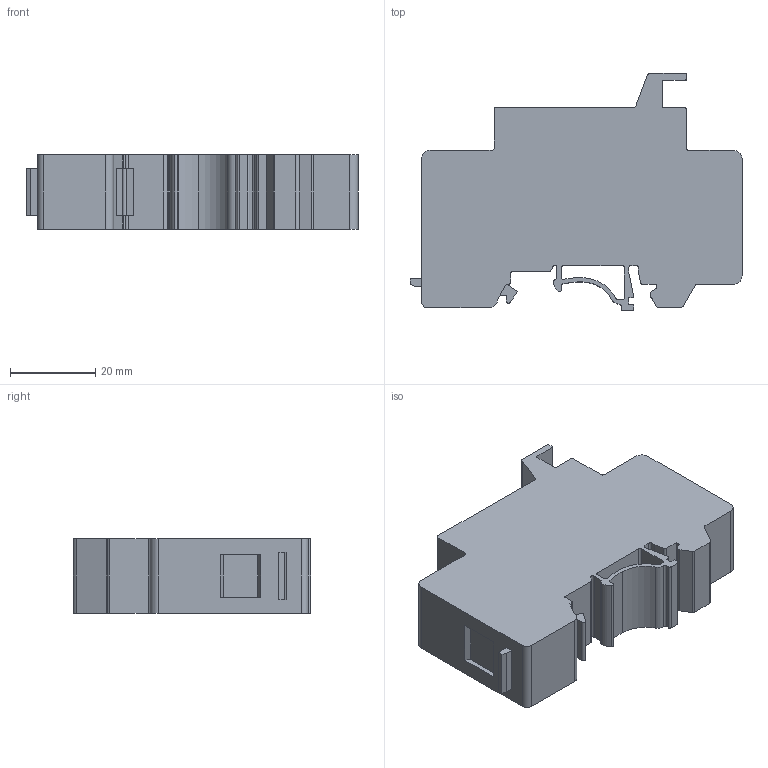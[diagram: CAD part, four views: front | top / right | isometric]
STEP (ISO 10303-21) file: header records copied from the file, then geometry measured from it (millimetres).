
FILE_DESCRIPTION((''),'2;1');
FILE_NAME('UKJ-10RDN','2024-08-09T',('Administrator'),(''),'PRO/ENGINEER BY PARAMETRIC TECHNOLOGY CORPORATION, 2013230','PRO/ENGINEER BY PARAMETRIC TECHNOLOGY CORPORATION, 2013230','');
FILE_SCHEMA(('AUTOMOTIVE_DESIGN { 1 0 10303 214 1 1 1 1 }'));
Length unit declared in the file: millimetre
Products named in the file (1): UKJ-10RDN
Bounding box: 77.7 x 55.5 x 17.5 mm (x, y, z)
Volume: 50803.4 mm3; surface area: 12212.1 mm2
Topology: 1 solids, 1 shells, 120 faces, 343 edges, 230 vertices
Faces by surface type: plane 72, cylinder 48
Entity records: 5038 total; most frequent: CARTESIAN_POINT 695, ORIENTED_EDGE 686, DIRECTION 683, PRESENTATION_STYLE_ASSIGNMENT 344, STYLED_ITEM 344, CURVE_STYLE 343, EDGE_CURVE 343, VECTOR 243
